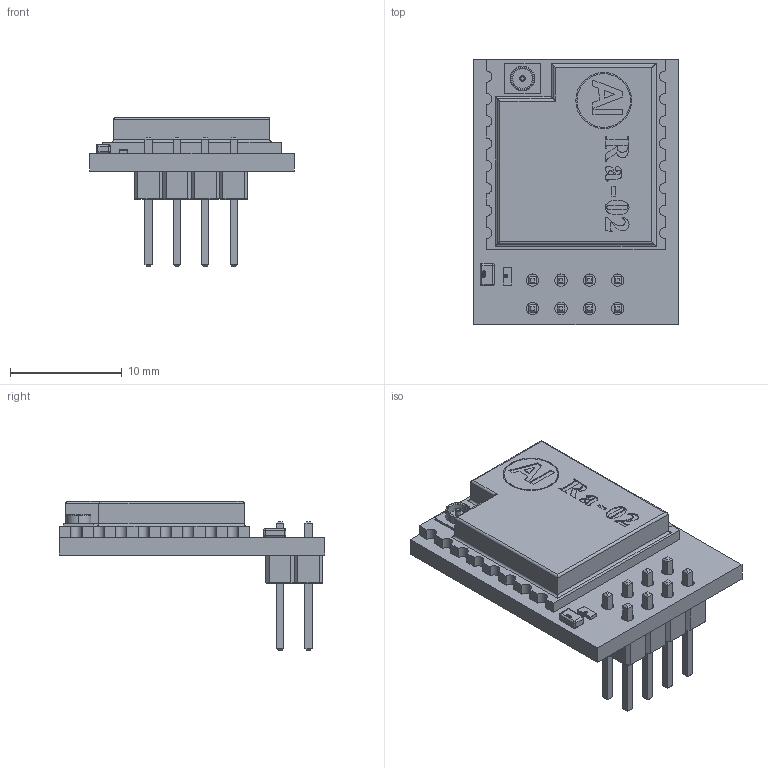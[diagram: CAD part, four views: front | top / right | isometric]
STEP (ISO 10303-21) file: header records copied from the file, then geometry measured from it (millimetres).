
FILE_DESCRIPTION (( 'STEP AP214' ), '1' );
FILE_NAME ('User Library-LoRa Ra-01.STEP', '2025-11-25T08:21:36', ( '' ), ( '' ), 'SwSTEP 2.0', 'SolidWorks 2022', '' );
FILE_SCHEMA (( 'AUTOMOTIVE_DESIGN' ));
Length unit declared in the file: millimetre
Products named in the file (14): Board; ïðÿìîé_øòûðü; Designator1; îñíîâàíèå; Designator2; C1; C2; User Library-LoRa Ra-01; Open CASCADE STEP translator 6.8 2.1.1; PLS-1; User_Library-RA-02; SW3dPS-0603_SMD_Capacitor; SW3dPS-0805_SMD_Capacitor; PLS-4
Assembly tree (18 placements, depth 5):
  User Library-LoRa Ra-01
    Board
      Open CASCADE STEP translator 6.8 2.1.1
    C2
      SW3dPS-0603_SMD_Capacitor
    C1
      SW3dPS-0805_SMD_Capacitor
    Designator2
      PLS-4  x2
        PLS-1
          ïðÿìîé_øòûðü
          îñíîâàíèå
    Designator1
      User_Library-RA-02
Bounding box: 18.25 x 23.75 x 13.33 mm (x, y, z)
Volume: 1602.6 mm3; surface area: 2508.2 mm2
Topology: 24 solids, 24 shells, 815 faces, 1922 edges, 1168 vertices
Faces by surface type: plane 575, bspline 148, cylinder 86, torus 6
Entity records: 23803 total; most frequent: CARTESIAN_POINT 9607, ORIENTED_EDGE 2084, DIRECTION 1524, EDGE_CURVE 1042, VERTEX_POINT 664, VECTOR 606, LINE 606, EDGE_LOOP 466
